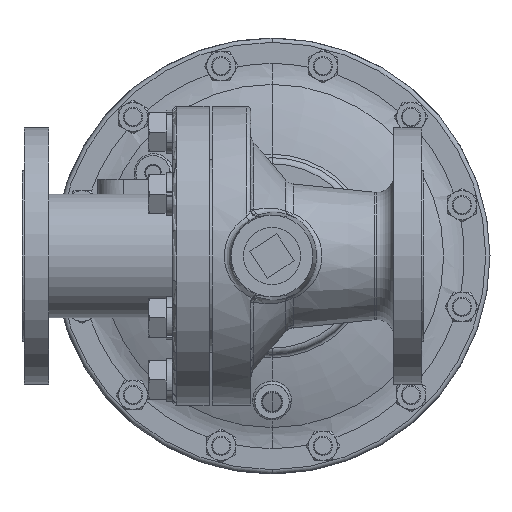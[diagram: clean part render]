
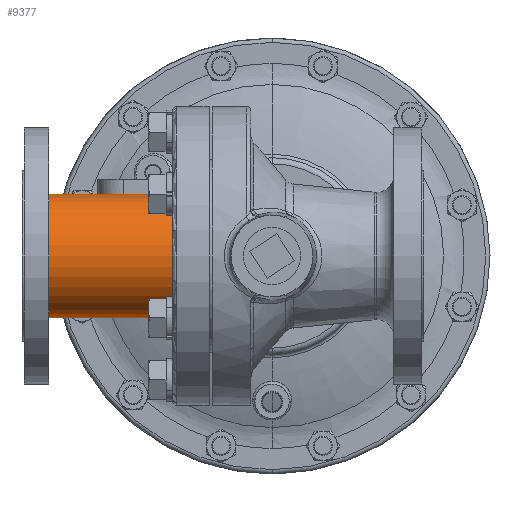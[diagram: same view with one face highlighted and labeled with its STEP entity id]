
A CAD part, front view. The second image highlights one B-rep face of the part: STEP entity #9377.
In plain terms, the highlighted cylindrical face has radius 45.974 mm (diameter 91.948 mm), a partial arc.
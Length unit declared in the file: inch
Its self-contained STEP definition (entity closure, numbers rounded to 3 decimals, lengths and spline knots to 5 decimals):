
#382 = ORIENTED_EDGE ( 'NONE', *, *, #27432, .F. ) ;
#594 = AXIS2_PLACEMENT_3D ( 'NONE', #10464, #26723, #18850 ) ;
#2959 = DIRECTION ( 'NONE',  ( 1., 0., 0. ) ) ;
#2986 = VECTOR ( 'NONE', #13897, 39.37008 ) ;
#3949 = ORIENTED_EDGE ( 'NONE', *, *, #17029, .T. ) ;
#6375 = AXIS2_PLACEMENT_3D ( 'NONE', #29081, #29198, #10613 ) ;
#7110 = CIRCLE ( 'NONE', #594, 1.81 ) ;
#8189 = CARTESIAN_POINT ( 'NONE',  ( -0.27586, 0., -1.81 ) ) ;
#8672 = VERTEX_POINT ( 'NONE', #19052 ) ;
#9149 = FACE_OUTER_BOUND ( 'NONE', #14133, .T. ) ;
#9377 = ADVANCED_FACE ( 'NONE', ( #9149 ), #19153, .T. ) ;
#10464 = CARTESIAN_POINT ( 'NONE',  ( -6.533, 0., 0. ) ) ;
#10613 = DIRECTION ( 'NONE',  ( 0., 0., -1. ) ) ;
#13897 = DIRECTION ( 'NONE',  ( 1., 0., 0. ) ) ;
#14133 = EDGE_LOOP ( 'NONE', ( #17223, #33061, #3949, #382 ) ) ;
#17029 = EDGE_CURVE ( 'NONE', #8672, #20721, #20416, .T. ) ;
#17223 = ORIENTED_EDGE ( 'NONE', *, *, #29116, .F. ) ;
#17760 = AXIS2_PLACEMENT_3D ( 'NONE', #24050, #21340, #34317 ) ;
#18850 = DIRECTION ( 'NONE',  ( 0., 0., -1. ) ) ;
#19052 = CARTESIAN_POINT ( 'NONE',  ( -6.533, 0., -1.81 ) ) ;
#19153 = CYLINDRICAL_SURFACE ( 'NONE', #6375, 1.81 ) ;
#19602 = VECTOR ( 'NONE', #2959, 39.37008 ) ;
#20416 = LINE ( 'NONE', #8189, #19602 ) ;
#20721 = VERTEX_POINT ( 'NONE', #23755 ) ;
#21340 = DIRECTION ( 'NONE',  ( 1., 0., 0. ) ) ;
#22226 = CARTESIAN_POINT ( 'NONE',  ( -0.27586, 0., 1.81 ) ) ;
#22346 = CIRCLE ( 'NONE', #17760, 1.81 ) ;
#23324 = CARTESIAN_POINT ( 'NONE',  ( -2.913, 0., 1.81 ) ) ;
#23755 = CARTESIAN_POINT ( 'NONE',  ( -2.913, 0., -1.81 ) ) ;
#24050 = CARTESIAN_POINT ( 'NONE',  ( -2.913, 0., 0. ) ) ;
#26723 = DIRECTION ( 'NONE',  ( 1., 0., 0. ) ) ;
#26796 = CARTESIAN_POINT ( 'NONE',  ( -6.533, 0., 1.81 ) ) ;
#27432 = EDGE_CURVE ( 'NONE', #30887, #20721, #22346, .T. ) ;
#29081 = CARTESIAN_POINT ( 'NONE',  ( -0.27586, 0., 0. ) ) ;
#29116 = EDGE_CURVE ( 'NONE', #30307, #30887, #29353, .T. ) ;
#29198 = DIRECTION ( 'NONE',  ( 1., 0., 0. ) ) ;
#29353 = LINE ( 'NONE', #22226, #2986 ) ;
#29602 = EDGE_CURVE ( 'NONE', #30307, #8672, #7110, .T. ) ;
#30307 = VERTEX_POINT ( 'NONE', #26796 ) ;
#30887 = VERTEX_POINT ( 'NONE', #23324 ) ;
#33061 = ORIENTED_EDGE ( 'NONE', *, *, #29602, .T. ) ;
#34317 = DIRECTION ( 'NONE',  ( 0., 0., -1. ) ) ;
